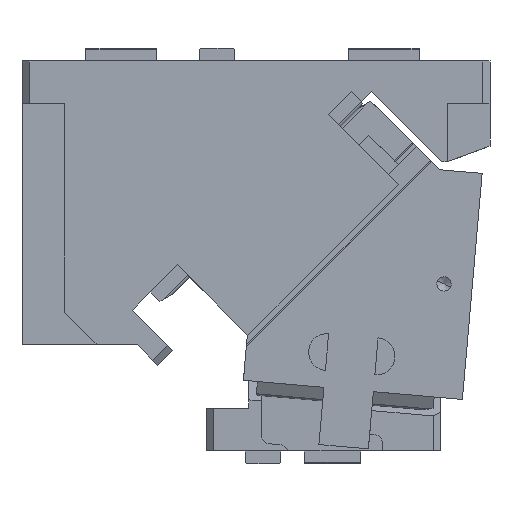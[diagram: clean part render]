
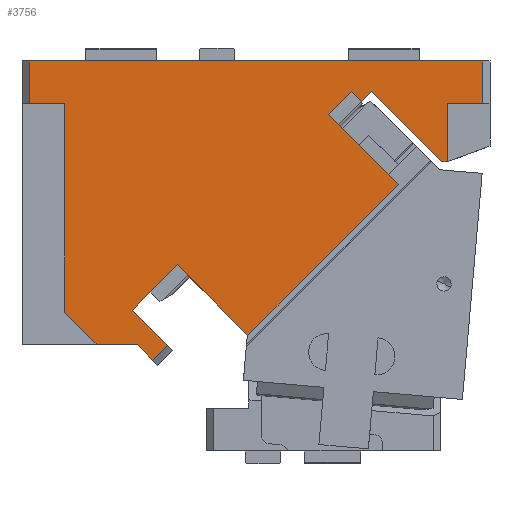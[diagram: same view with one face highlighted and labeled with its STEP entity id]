
A CAD part, front view. The second image highlights one B-rep face of the part: STEP entity #3756.
In plain terms, the highlighted planar face has unit normal (0, -1, 0).
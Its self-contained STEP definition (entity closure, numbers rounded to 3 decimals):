
#377=CARTESIAN_POINT('Line Origine',(165.,-55.,0.)) ;
#381=CARTESIAN_POINT('Vertex',(5.,-55.,0.)) ;
#383=CARTESIAN_POINT('Vertex',(325.,-55.,0.)) ;
#1063=CARTESIAN_POINT('Line Origine',(212.333,-55.,-140.233)) ;
#1067=CARTESIAN_POINT('Vertex',(265.366,-55.,-87.2)) ;
#1069=CARTESIAN_POINT('Vertex',(159.3,-55.,-193.266)) ;
#1141=CARTESIAN_POINT('Line Origine',(134.552,-55.,-168.517)) ;
#1145=CARTESIAN_POINT('Vertex',(109.803,-55.,-143.769)) ;
#1226=CARTESIAN_POINT('Vertex',(215.869,-55.,-37.703)) ;
#1229=CARTESIAN_POINT('Line Origine',(240.618,-55.,-62.451)) ;
#1828=CARTESIAN_POINT('Vertex',(325.,-55.,-30.)) ;
#1836=CARTESIAN_POINT('Line Origine',(325.,-55.,-15.)) ;
#2405=CARTESIAN_POINT('Line Origine',(312.5,-55.,-30.)) ;
#2409=CARTESIAN_POINT('Vertex',(300.,-55.,-30.)) ;
#2434=CARTESIAN_POINT('Line Origine',(300.,-55.,-50.5)) ;
#2438=CARTESIAN_POINT('Vertex',(300.,-55.,-71.)) ;
#2465=CARTESIAN_POINT('Line Origine',(297.918,-55.,-71.)) ;
#2469=CARTESIAN_POINT('Vertex',(295.835,-55.,-71.)) ;
#2497=CARTESIAN_POINT('Vertex',(246.274,-55.,-21.439)) ;
#2505=CARTESIAN_POINT('Line Origine',(271.055,-55.,-46.22)) ;
#2534=CARTESIAN_POINT('Line Origine',(242.739,-55.,-24.975)) ;
#2538=CARTESIAN_POINT('Vertex',(239.203,-55.,-28.51)) ;
#2567=CARTESIAN_POINT('Line Origine',(235.668,-55.,-24.975)) ;
#2571=CARTESIAN_POINT('Vertex',(232.132,-55.,-21.439)) ;
#3119=CARTESIAN_POINT('Vertex',(5.,-55.,-30.)) ;
#3122=CARTESIAN_POINT('Line Origine',(5.,-55.,-15.)) ;
#3143=CARTESIAN_POINT('Vertex',(30.,-55.,-30.)) ;
#3148=CARTESIAN_POINT('Line Origine',(17.5,-55.,-30.)) ;
#3195=CARTESIAN_POINT('Vertex',(52.897,-55.,-200.)) ;
#3198=CARTESIAN_POINT('Line Origine',(41.449,-55.,-188.551)) ;
#3202=CARTESIAN_POINT('Vertex',(30.,-55.,-177.103)) ;
#3222=CARTESIAN_POINT('Line Origine',(30.,-55.,-103.551)) ;
#3275=CARTESIAN_POINT('Vertex',(92.125,-55.,-210.944)) ;
#3289=CARTESIAN_POINT('Vertex',(102.732,-55.,-200.337)) ;
#3292=CARTESIAN_POINT('Line Origine',(97.428,-55.,-205.641)) ;
#3371=CARTESIAN_POINT('Line Origine',(86.653,-55.,-205.472)) ;
#3375=CARTESIAN_POINT('Vertex',(81.181,-55.,-200.)) ;
#3404=CARTESIAN_POINT('Line Origine',(67.039,-55.,-200.)) ;
#3677=CARTESIAN_POINT('Vertex',(77.983,-55.,-175.589)) ;
#3680=CARTESIAN_POINT('Line Origine',(90.357,-55.,-187.963)) ;
#3699=CARTESIAN_POINT('Line Origine',(224.001,-55.,-29.571)) ;
#3704=CARTESIAN_POINT('Line Origine',(93.893,-55.,-159.679)) ;
#3728=CARTESIAN_POINT('Axis2P3D Location',(0.,-55.,0.)) ;
#378=DIRECTION('Vector Direction',(1.,0.,0.)) ;
#1064=DIRECTION('Vector Direction',(-0.707,0.,-0.707)) ;
#1142=DIRECTION('Vector Direction',(-0.707,0.,0.707)) ;
#1230=DIRECTION('Vector Direction',(0.707,0.,-0.707)) ;
#1837=DIRECTION('Vector Direction',(0.,0.,-1.)) ;
#2406=DIRECTION('Vector Direction',(-1.,0.,0.)) ;
#2435=DIRECTION('Vector Direction',(0.,0.,-1.)) ;
#2466=DIRECTION('Vector Direction',(1.,0.,0.)) ;
#2506=DIRECTION('Vector Direction',(0.707,0.,-0.707)) ;
#2535=DIRECTION('Vector Direction',(0.707,0.,0.707)) ;
#2568=DIRECTION('Vector Direction',(0.707,0.,-0.707)) ;
#3123=DIRECTION('Vector Direction',(0.,0.,-1.)) ;
#3149=DIRECTION('Vector Direction',(1.,0.,0.)) ;
#3199=DIRECTION('Vector Direction',(-0.707,0.,0.707)) ;
#3223=DIRECTION('Vector Direction',(0.,0.,-1.)) ;
#3293=DIRECTION('Vector Direction',(0.707,0.,0.707)) ;
#3372=DIRECTION('Vector Direction',(-0.707,0.,0.707)) ;
#3405=DIRECTION('Vector Direction',(1.,0.,0.)) ;
#3681=DIRECTION('Vector Direction',(-0.707,0.,0.707)) ;
#3700=DIRECTION('Vector Direction',(0.707,0.,0.707)) ;
#3705=DIRECTION('Vector Direction',(0.707,0.,0.707)) ;
#3729=DIRECTION('Axis2P3D Direction',(0.,-1.,0.)) ;
#3730=DIRECTION('Axis2P3D XDirection',(0.,0.,-1.)) ;
#3731=AXIS2_PLACEMENT_3D('Plane Axis2P3D',#3728,#3729,#3730) ;
#3734=ORIENTED_EDGE('',*,*,#1147,.F.) ;
#3735=ORIENTED_EDGE('',*,*,#1071,.F.) ;
#3736=ORIENTED_EDGE('',*,*,#1233,.F.) ;
#3737=ORIENTED_EDGE('',*,*,#3703,.T.) ;
#3738=ORIENTED_EDGE('',*,*,#2573,.T.) ;
#3739=ORIENTED_EDGE('',*,*,#2540,.T.) ;
#3740=ORIENTED_EDGE('',*,*,#2509,.T.) ;
#3741=ORIENTED_EDGE('',*,*,#2471,.T.) ;
#3742=ORIENTED_EDGE('',*,*,#2440,.F.) ;
#3743=ORIENTED_EDGE('',*,*,#2411,.F.) ;
#3744=ORIENTED_EDGE('',*,*,#1840,.F.) ;
#3745=ORIENTED_EDGE('',*,*,#385,.F.) ;
#3746=ORIENTED_EDGE('',*,*,#3126,.T.) ;
#3747=ORIENTED_EDGE('',*,*,#3152,.T.) ;
#3748=ORIENTED_EDGE('',*,*,#3226,.T.) ;
#3749=ORIENTED_EDGE('',*,*,#3204,.F.) ;
#3750=ORIENTED_EDGE('',*,*,#3408,.T.) ;
#3751=ORIENTED_EDGE('',*,*,#3377,.F.) ;
#3752=ORIENTED_EDGE('',*,*,#3296,.T.) ;
#3753=ORIENTED_EDGE('',*,*,#3684,.T.) ;
#3754=ORIENTED_EDGE('',*,*,#3708,.T.) ;
#379=VECTOR('Line Direction',#378,1.) ;
#1065=VECTOR('Line Direction',#1064,1.) ;
#1143=VECTOR('Line Direction',#1142,1.) ;
#1231=VECTOR('Line Direction',#1230,1.) ;
#1838=VECTOR('Line Direction',#1837,1.) ;
#2407=VECTOR('Line Direction',#2406,1.) ;
#2436=VECTOR('Line Direction',#2435,1.) ;
#2467=VECTOR('Line Direction',#2466,1.) ;
#2507=VECTOR('Line Direction',#2506,1.) ;
#2536=VECTOR('Line Direction',#2535,1.) ;
#2569=VECTOR('Line Direction',#2568,1.) ;
#3124=VECTOR('Line Direction',#3123,1.) ;
#3150=VECTOR('Line Direction',#3149,1.) ;
#3200=VECTOR('Line Direction',#3199,1.) ;
#3224=VECTOR('Line Direction',#3223,1.) ;
#3294=VECTOR('Line Direction',#3293,1.) ;
#3373=VECTOR('Line Direction',#3372,1.) ;
#3406=VECTOR('Line Direction',#3405,1.) ;
#3682=VECTOR('Line Direction',#3681,1.) ;
#3701=VECTOR('Line Direction',#3700,1.) ;
#3706=VECTOR('Line Direction',#3705,1.) ;
#3756=ADVANCED_FACE('CAM HOLDER',(#3755),#3732,.T.) ;
#385=EDGE_CURVE('',#382,#384,#380,.T.) ;
#1071=EDGE_CURVE('',#1068,#1070,#1066,.T.) ;
#1147=EDGE_CURVE('',#1070,#1146,#1144,.T.) ;
#1233=EDGE_CURVE('',#1227,#1068,#1232,.T.) ;
#1840=EDGE_CURVE('',#384,#1829,#1839,.T.) ;
#2411=EDGE_CURVE('',#1829,#2410,#2408,.T.) ;
#2440=EDGE_CURVE('',#2410,#2439,#2437,.T.) ;
#2471=EDGE_CURVE('',#2470,#2439,#2468,.T.) ;
#2509=EDGE_CURVE('',#2498,#2470,#2508,.T.) ;
#2540=EDGE_CURVE('',#2539,#2498,#2537,.T.) ;
#2573=EDGE_CURVE('',#2572,#2539,#2570,.T.) ;
#3126=EDGE_CURVE('',#382,#3120,#3125,.T.) ;
#3152=EDGE_CURVE('',#3120,#3144,#3151,.T.) ;
#3204=EDGE_CURVE('',#3196,#3203,#3201,.T.) ;
#3226=EDGE_CURVE('',#3144,#3203,#3225,.T.) ;
#3296=EDGE_CURVE('',#3276,#3290,#3295,.T.) ;
#3377=EDGE_CURVE('',#3276,#3376,#3374,.T.) ;
#3408=EDGE_CURVE('',#3196,#3376,#3407,.T.) ;
#3684=EDGE_CURVE('',#3290,#3678,#3683,.T.) ;
#3703=EDGE_CURVE('',#1227,#2572,#3702,.T.) ;
#3708=EDGE_CURVE('',#3678,#1146,#3707,.T.) ;
#3733=EDGE_LOOP('',(#3734,#3735,#3736,#3737,#3738,#3739,#3740,#3741,#3742,#3743,#3744,#3745,#3746,#3747,#3748,#3749,#3750,#3751,#3752,#3753,#3754)) ;
#3755=FACE_OUTER_BOUND('',#3733,.T.) ;
#380=LINE('Line',#377,#379) ;
#1066=LINE('Line',#1063,#1065) ;
#1144=LINE('Line',#1141,#1143) ;
#1232=LINE('Line',#1229,#1231) ;
#1839=LINE('Line',#1836,#1838) ;
#2408=LINE('Line',#2405,#2407) ;
#2437=LINE('Line',#2434,#2436) ;
#2468=LINE('Line',#2465,#2467) ;
#2508=LINE('Line',#2505,#2507) ;
#2537=LINE('Line',#2534,#2536) ;
#2570=LINE('Line',#2567,#2569) ;
#3125=LINE('Line',#3122,#3124) ;
#3151=LINE('Line',#3148,#3150) ;
#3201=LINE('Line',#3198,#3200) ;
#3225=LINE('Line',#3222,#3224) ;
#3295=LINE('Line',#3292,#3294) ;
#3374=LINE('Line',#3371,#3373) ;
#3407=LINE('Line',#3404,#3406) ;
#3683=LINE('Line',#3680,#3682) ;
#3702=LINE('Line',#3699,#3701) ;
#3707=LINE('Line',#3704,#3706) ;
#3732=PLANE('Plane',#3731) ;
#382=VERTEX_POINT('',#381) ;
#384=VERTEX_POINT('',#383) ;
#1068=VERTEX_POINT('',#1067) ;
#1070=VERTEX_POINT('',#1069) ;
#1146=VERTEX_POINT('',#1145) ;
#1227=VERTEX_POINT('',#1226) ;
#1829=VERTEX_POINT('',#1828) ;
#2410=VERTEX_POINT('',#2409) ;
#2439=VERTEX_POINT('',#2438) ;
#2470=VERTEX_POINT('',#2469) ;
#2498=VERTEX_POINT('',#2497) ;
#2539=VERTEX_POINT('',#2538) ;
#2572=VERTEX_POINT('',#2571) ;
#3120=VERTEX_POINT('',#3119) ;
#3144=VERTEX_POINT('',#3143) ;
#3196=VERTEX_POINT('',#3195) ;
#3203=VERTEX_POINT('',#3202) ;
#3276=VERTEX_POINT('',#3275) ;
#3290=VERTEX_POINT('',#3289) ;
#3376=VERTEX_POINT('',#3375) ;
#3678=VERTEX_POINT('',#3677) ;
